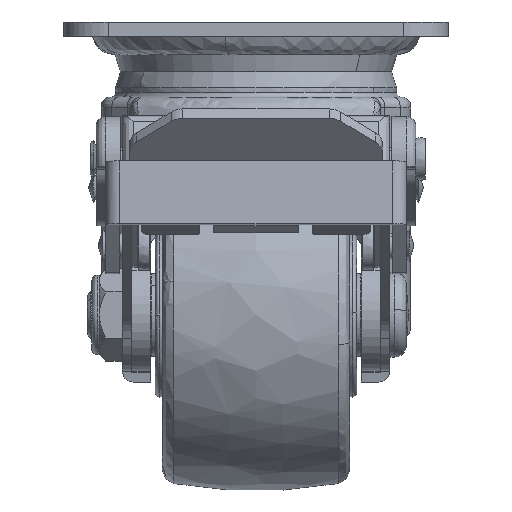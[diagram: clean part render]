
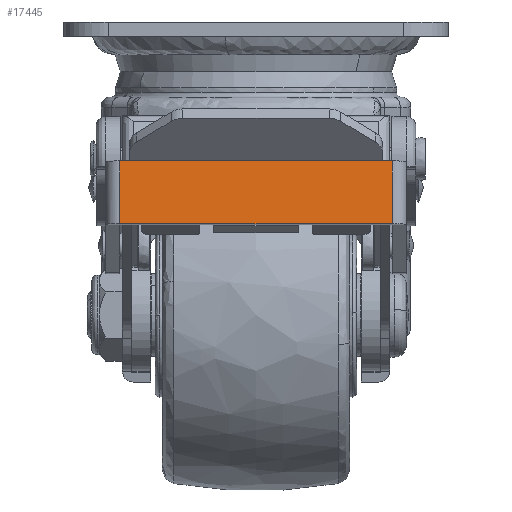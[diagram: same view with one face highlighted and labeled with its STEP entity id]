
A CAD part, left-side view. The second image highlights one B-rep face of the part: STEP entity #17445.
In plain terms, the highlighted free-form (B-spline) face has degree [1, 1] with [2, 2] control points.
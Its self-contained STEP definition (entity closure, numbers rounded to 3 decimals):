
#16348=CARTESIAN_POINT('',(-52.865,-29.1,32.876));
#16349=VERTEX_POINT('',#16348);
#16365=CARTESIAN_POINT('',(-53.949,-29.1,19.5));
#16366=VERTEX_POINT('',#16365);
#16367=CARTESIAN_POINT('',(-53.949,-29.1,19.5));
#16368=CARTESIAN_POINT('',(-52.865,-29.1,32.876));
#16369=QUASI_UNIFORM_CURVE('',1,(#16367,#16368),.UNSPECIFIED.,.F.,.U.);
#16370=EDGE_CURVE('',#16366,#16349,#16369,.T.);
#16408=CARTESIAN_POINT('',(-53.949,29.1,19.5));
#16409=VERTEX_POINT('',#16408);
#16424=CARTESIAN_POINT('',(-52.865,29.1,32.876));
#16425=VERTEX_POINT('',#16424);
#16426=CARTESIAN_POINT('',(-52.865,29.1,32.876));
#16427=CARTESIAN_POINT('',(-53.949,29.1,19.5));
#16428=QUASI_UNIFORM_CURVE('',1,(#16426,#16427),.UNSPECIFIED.,.F.,.U.);
#16429=EDGE_CURVE('',#16425,#16409,#16428,.T.);
#17417=CARTESIAN_POINT('',(-53.949,29.1,19.5));
#17418=CARTESIAN_POINT('',(-53.949,-29.1,19.5));
#17419=QUASI_UNIFORM_CURVE('',1,(#17417,#17418),.UNSPECIFIED.,.F.,.U.);
#17420=EDGE_CURVE('',#16409,#16366,#17419,.T.);
#17430=CARTESIAN_POINT('',(-54.003,-32.007,18.832));
#17431=CARTESIAN_POINT('',(-52.811,-32.007,33.545));
#17432=CARTESIAN_POINT('',(-54.003,32.007,18.832));
#17433=CARTESIAN_POINT('',(-52.811,32.007,33.545));
#17434=B_SPLINE_SURFACE_WITH_KNOTS('',1,1,((#17430,#17432),(#17431,#17433)),.UNSPECIFIED.,.F.,.F.,.U.,(2,2),(2,2),(0.0,14.761),(0.0,64.014),.UNSPECIFIED.);
#17435=CARTESIAN_POINT('',(-52.865,29.1,32.876));
#17436=CARTESIAN_POINT('',(-52.865,-29.1,32.876));
#17437=QUASI_UNIFORM_CURVE('',1,(#17435,#17436),.UNSPECIFIED.,.F.,.U.);
#17438=EDGE_CURVE('',#16425,#16349,#17437,.T.);
#17439=ORIENTED_EDGE('',*,*,#17438,.F.);
#17440=ORIENTED_EDGE('',*,*,#16429,.T.);
#17441=ORIENTED_EDGE('',*,*,#17420,.T.);
#17442=ORIENTED_EDGE('',*,*,#16370,.T.);
#17443=EDGE_LOOP('',(#17439,#17440,#17441,#17442));
#17444=FACE_OUTER_BOUND('',#17443,.T.);
#17445=ADVANCED_FACE('',(#17444),#17434,.T.);
